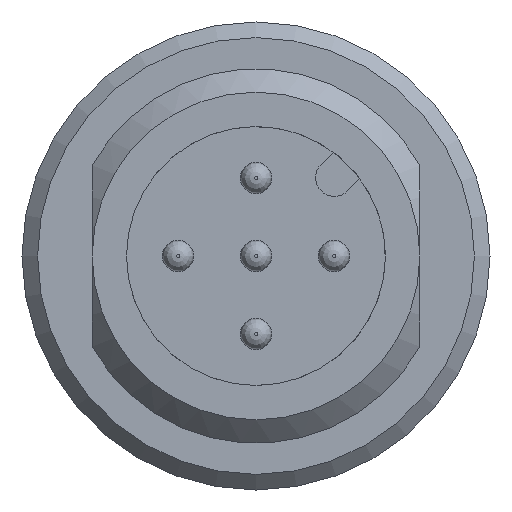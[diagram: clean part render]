
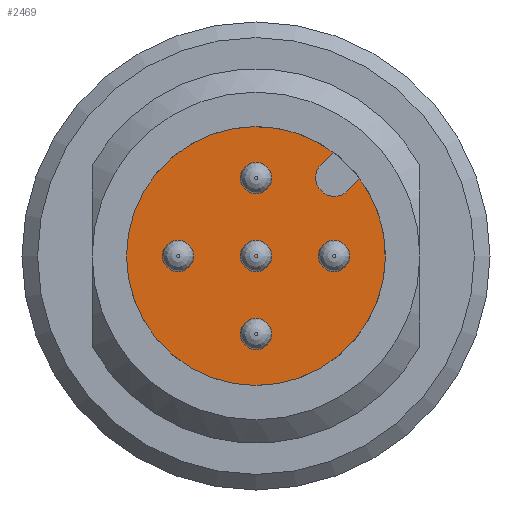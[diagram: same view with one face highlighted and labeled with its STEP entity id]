
A CAD part, left-side view. The second image highlights one B-rep face of the part: STEP entity #2469.
In plain terms, the highlighted planar face has unit normal (-1, 0, 0).
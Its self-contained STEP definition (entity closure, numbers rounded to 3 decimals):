
#1871=CARTESIAN_POINT('',(-16.7,-4.,0.));
#1872=VERTEX_POINT('',#1871);
#1873=CARTESIAN_POINT('',(-16.7,-3.5,0.));
#1874=DIRECTION('',(1.0,0.0,0.0));
#1875=DIRECTION('',(0.0,1.0,0.0));
#1876=AXIS2_PLACEMENT_3D('',#1873,#1874,#1875);
#1877=CIRCLE('',#1876,0.5);
#1878=EDGE_CURVE('',#1872,#1872,#1877,.T.);
#1976=CARTESIAN_POINT('',(-16.7,-1.5,-2.5));
#1977=VERTEX_POINT('',#1976);
#1978=CARTESIAN_POINT('',(-16.7,-1.,-2.5));
#1979=DIRECTION('',(1.0,0.0,0.0));
#1980=DIRECTION('',(0.0,1.0,0.0));
#1981=AXIS2_PLACEMENT_3D('',#1978,#1979,#1980);
#1982=CIRCLE('',#1981,0.5);
#1983=EDGE_CURVE('',#1977,#1977,#1982,.T.);
#2081=CARTESIAN_POINT('',(-16.7,-1.5,0.));
#2082=VERTEX_POINT('',#2081);
#2083=CARTESIAN_POINT('',(-16.7,-1.,0.0));
#2084=DIRECTION('',(1.0,0.0,0.0));
#2085=DIRECTION('',(0.0,1.0,0.0));
#2086=AXIS2_PLACEMENT_3D('',#2083,#2084,#2085);
#2087=CIRCLE('',#2086,0.5);
#2088=EDGE_CURVE('',#2082,#2082,#2087,.T.);
#2186=CARTESIAN_POINT('',(-16.7,-1.5,2.5));
#2187=VERTEX_POINT('',#2186);
#2188=CARTESIAN_POINT('',(-16.7,-1.,2.5));
#2189=DIRECTION('',(1.0,0.0,0.0));
#2190=DIRECTION('',(0.0,1.0,0.0));
#2191=AXIS2_PLACEMENT_3D('',#2188,#2189,#2190);
#2192=CIRCLE('',#2191,0.5);
#2193=EDGE_CURVE('',#2187,#2187,#2192,.T.);
#2291=CARTESIAN_POINT('',(-16.7,1.,0.));
#2292=VERTEX_POINT('',#2291);
#2293=CARTESIAN_POINT('',(-16.7,1.5,0.));
#2294=DIRECTION('',(1.0,0.0,0.0));
#2295=DIRECTION('',(0.0,1.0,0.0));
#2296=AXIS2_PLACEMENT_3D('',#2293,#2294,#2295);
#2297=CIRCLE('',#2296,0.5);
#2298=EDGE_CURVE('',#2292,#2292,#2297,.T.);
#2330=CARTESIAN_POINT('',(-16.7,-3.479,3.328));
#2331=VERTEX_POINT('',#2330);
#2338=CARTESIAN_POINT('',(-16.7,-3.086,2.934));
#2339=VERTEX_POINT('',#2338);
#2340=CARTESIAN_POINT('',(-16.7,-3.086,2.934));
#2341=DIRECTION('',(0.0,-0.707,0.707));
#2342=VECTOR('',#2341,0.556);
#2343=LINE('',#2340,#2342);
#2344=EDGE_CURVE('',#2339,#2331,#2343,.T.);
#2370=CARTESIAN_POINT('',(-16.7,-3.934,2.086));
#2371=VERTEX_POINT('',#2370);
#2378=CARTESIAN_POINT('',(-16.7,-4.328,2.479));
#2379=VERTEX_POINT('',#2378);
#2380=CARTESIAN_POINT('',(-16.7,-4.328,2.479));
#2381=DIRECTION('',(0.0,0.707,-0.707));
#2382=VECTOR('',#2381,0.556);
#2383=LINE('',#2380,#2382);
#2384=EDGE_CURVE('',#2379,#2371,#2383,.T.);
#2408=CARTESIAN_POINT('',(-16.7,-3.51,2.51));
#2409=DIRECTION('',(1.,0.0,0.0));
#2410=DIRECTION('',(0.0,0.707,0.707));
#2411=AXIS2_PLACEMENT_3D('',#2408,#2409,#2410);
#2412=CIRCLE('',#2411,0.6);
#2413=EDGE_CURVE('',#2371,#2339,#2412,.T.);
#2437=CARTESIAN_POINT('',(-16.7,1.075,0.));
#2438=DIRECTION('',(-1.0,0.0,0.0));
#2439=DIRECTION('',(0.0,0.0,-1.0));
#2440=AXIS2_PLACEMENT_3D('',#2437,#2438,#2439);
#2441=PLANE('',#2440);
#2442=ORIENTED_EDGE('',*,*,#2384,.T.);
#2443=ORIENTED_EDGE('',*,*,#2413,.T.);
#2444=ORIENTED_EDGE('',*,*,#2344,.T.);
#2445=CARTESIAN_POINT('',(-16.7,-1.,0.0));
#2446=DIRECTION('',(-1.0,0.0,0.0));
#2447=DIRECTION('',(0.0,1.0,0.0));
#2448=AXIS2_PLACEMENT_3D('',#2445,#2446,#2447);
#2449=CIRCLE('',#2448,4.15);
#2450=EDGE_CURVE('',#2331,#2379,#2449,.T.);
#2451=ORIENTED_EDGE('',*,*,#2450,.T.);
#2452=EDGE_LOOP('',(#2442,#2443,#2444,#2451));
#2453=FACE_OUTER_BOUND('',#2452,.T.);
#2454=ORIENTED_EDGE('',*,*,#2298,.T.);
#2455=EDGE_LOOP('',(#2454));
#2456=FACE_BOUND('',#2455,.T.);
#2457=ORIENTED_EDGE('',*,*,#2193,.T.);
#2458=EDGE_LOOP('',(#2457));
#2459=FACE_BOUND('',#2458,.T.);
#2460=ORIENTED_EDGE('',*,*,#2088,.T.);
#2461=EDGE_LOOP('',(#2460));
#2462=FACE_BOUND('',#2461,.T.);
#2463=ORIENTED_EDGE('',*,*,#1878,.T.);
#2464=EDGE_LOOP('',(#2463));
#2465=FACE_BOUND('',#2464,.T.);
#2466=ORIENTED_EDGE('',*,*,#1983,.T.);
#2467=EDGE_LOOP('',(#2466));
#2468=FACE_BOUND('',#2467,.T.);
#2469=ADVANCED_FACE('',(#2453,#2456,#2459,#2462,#2465,#2468),#2441,.T.);
